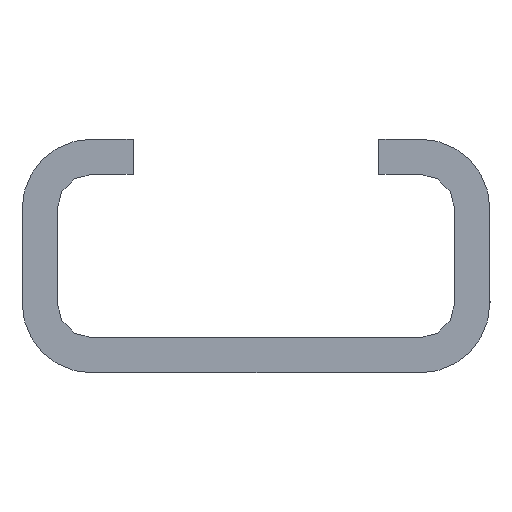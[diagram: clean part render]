
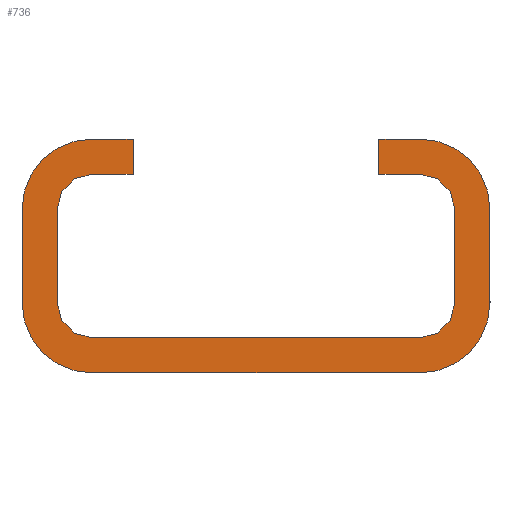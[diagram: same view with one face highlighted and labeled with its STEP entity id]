
A CAD part, left-side view. The second image highlights one B-rep face of the part: STEP entity #736.
In plain terms, the highlighted planar face has unit normal (-1, 0, 0).
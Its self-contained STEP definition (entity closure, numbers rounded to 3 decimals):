
#72=AXIS2_PLACEMENT_3D('Circle Axis2P3D',#70,#71,$) ;
#141=AXIS2_PLACEMENT_3D('Circle Axis2P3D',#139,#140,$) ;
#265=AXIS2_PLACEMENT_3D('Circle Axis2P3D',#263,#264,$) ;
#327=AXIS2_PLACEMENT_3D('Circle Axis2P3D',#325,#326,$) ;
#353=AXIS2_PLACEMENT_3D('Circle Axis2P3D',#351,#352,$) ;
#415=AXIS2_PLACEMENT_3D('Circle Axis2P3D',#413,#414,$) ;
#529=AXIS2_PLACEMENT_3D('Circle Axis2P3D',#527,#528,$) ;
#591=AXIS2_PLACEMENT_3D('Circle Axis2P3D',#589,#590,$) ;
#698=AXIS2_PLACEMENT_3D('Plane Axis2P3D',#695,#696,#697) ;
#67=CARTESIAN_POINT('Vertex',(0.,18.5,3.)) ;
#70=CARTESIAN_POINT('Axis2P3D Location',(0.,17.,3.)) ;
#74=CARTESIAN_POINT('Vertex',(0.,17.,1.5)) ;
#105=CARTESIAN_POINT('Vertex',(0.,18.5,7.)) ;
#108=CARTESIAN_POINT('Line Origine',(0.,18.5,5.)) ;
#136=CARTESIAN_POINT('Vertex',(0.,17.,8.5)) ;
#139=CARTESIAN_POINT('Axis2P3D Location',(0.,17.,7.)) ;
#167=CARTESIAN_POINT('Vertex',(0.,15.25,8.5)) ;
#170=CARTESIAN_POINT('Line Origine',(0.,16.125,8.5)) ;
#198=CARTESIAN_POINT('Vertex',(0.,15.25,10.)) ;
#201=CARTESIAN_POINT('Line Origine',(0.,15.25,9.25)) ;
#229=CARTESIAN_POINT('Vertex',(0.,17.,10.)) ;
#232=CARTESIAN_POINT('Line Origine',(0.,16.125,10.)) ;
#260=CARTESIAN_POINT('Vertex',(0.,20.,7.)) ;
#263=CARTESIAN_POINT('Axis2P3D Location',(0.,17.,7.)) ;
#291=CARTESIAN_POINT('Vertex',(0.,20.,3.)) ;
#294=CARTESIAN_POINT('Line Origine',(0.,20.,5.)) ;
#322=CARTESIAN_POINT('Vertex',(0.,17.,0.)) ;
#325=CARTESIAN_POINT('Axis2P3D Location',(0.,17.,3.)) ;
#346=CARTESIAN_POINT('Vertex',(0.,3.,1.5)) ;
#351=CARTESIAN_POINT('Axis2P3D Location',(0.,3.,3.)) ;
#355=CARTESIAN_POINT('Vertex',(0.,1.5,3.)) ;
#382=CARTESIAN_POINT('Line Origine',(0.,1.5,5.)) ;
#386=CARTESIAN_POINT('Vertex',(0.,1.5,7.)) ;
#413=CARTESIAN_POINT('Axis2P3D Location',(0.,3.,7.)) ;
#417=CARTESIAN_POINT('Vertex',(0.,3.,8.5)) ;
#439=CARTESIAN_POINT('Line Origine',(0.,3.875,8.5)) ;
#443=CARTESIAN_POINT('Vertex',(0.,4.75,8.5)) ;
#470=CARTESIAN_POINT('Line Origine',(0.,4.75,9.25)) ;
#474=CARTESIAN_POINT('Vertex',(0.,4.75,10.)) ;
#496=CARTESIAN_POINT('Line Origine',(0.,3.875,10.)) ;
#500=CARTESIAN_POINT('Vertex',(0.,3.,10.)) ;
#527=CARTESIAN_POINT('Axis2P3D Location',(0.,3.,7.)) ;
#531=CARTESIAN_POINT('Vertex',(0.,0.,7.)) ;
#558=CARTESIAN_POINT('Line Origine',(0.,0.,5.)) ;
#562=CARTESIAN_POINT('Vertex',(0.,0.,3.)) ;
#589=CARTESIAN_POINT('Axis2P3D Location',(0.,3.,3.)) ;
#593=CARTESIAN_POINT('Vertex',(0.,3.,0.)) ;
#674=CARTESIAN_POINT('Line Origine',(0.,6.5,0.)) ;
#678=CARTESIAN_POINT('Vertex',(0.,10.,0.)) ;
#681=CARTESIAN_POINT('Line Origine',(0.,13.5,0.)) ;
#695=CARTESIAN_POINT('Axis2P3D Location',(0.,10.,1.5)) ;
#700=CARTESIAN_POINT('Line Origine',(0.,13.5,1.5)) ;
#704=CARTESIAN_POINT('Vertex',(0.,10.,1.5)) ;
#707=CARTESIAN_POINT('Line Origine',(0.,6.5,1.5)) ;
#71=DIRECTION('Axis2P3D Direction',(-1.,0.,0.)) ;
#109=DIRECTION('Vector Direction',(0.,0.,1.)) ;
#140=DIRECTION('Axis2P3D Direction',(-1.,0.,0.)) ;
#171=DIRECTION('Vector Direction',(0.,-1.,0.)) ;
#202=DIRECTION('Vector Direction',(0.,0.,1.)) ;
#233=DIRECTION('Vector Direction',(0.,1.,0.)) ;
#264=DIRECTION('Axis2P3D Direction',(-1.,0.,0.)) ;
#295=DIRECTION('Vector Direction',(0.,0.,-1.)) ;
#326=DIRECTION('Axis2P3D Direction',(-1.,0.,0.)) ;
#352=DIRECTION('Axis2P3D Direction',(1.,0.,0.)) ;
#383=DIRECTION('Vector Direction',(0.,0.,1.)) ;
#414=DIRECTION('Axis2P3D Direction',(1.,0.,0.)) ;
#440=DIRECTION('Vector Direction',(0.,1.,0.)) ;
#471=DIRECTION('Vector Direction',(0.,0.,1.)) ;
#497=DIRECTION('Vector Direction',(0.,-1.,0.)) ;
#528=DIRECTION('Axis2P3D Direction',(1.,0.,0.)) ;
#559=DIRECTION('Vector Direction',(0.,0.,-1.)) ;
#590=DIRECTION('Axis2P3D Direction',(1.,0.,0.)) ;
#675=DIRECTION('Vector Direction',(0.,1.,0.)) ;
#682=DIRECTION('Vector Direction',(0.,-1.,0.)) ;
#696=DIRECTION('Axis2P3D Direction',(1.,0.,0.)) ;
#697=DIRECTION('Axis2P3D XDirection',(0.,1.,0.)) ;
#701=DIRECTION('Vector Direction',(0.,1.,0.)) ;
#708=DIRECTION('Vector Direction',(0.,-1.,0.)) ;
#110=VECTOR('Line Direction',#109,1.) ;
#172=VECTOR('Line Direction',#171,1.) ;
#203=VECTOR('Line Direction',#202,1.) ;
#234=VECTOR('Line Direction',#233,1.) ;
#296=VECTOR('Line Direction',#295,1.) ;
#384=VECTOR('Line Direction',#383,1.) ;
#441=VECTOR('Line Direction',#440,1.) ;
#472=VECTOR('Line Direction',#471,1.) ;
#498=VECTOR('Line Direction',#497,1.) ;
#560=VECTOR('Line Direction',#559,1.) ;
#676=VECTOR('Line Direction',#675,1.) ;
#683=VECTOR('Line Direction',#682,1.) ;
#702=VECTOR('Line Direction',#701,1.) ;
#709=VECTOR('Line Direction',#708,1.) ;
#713=ORIENTED_EDGE('',*,*,#706,.T.) ;
#714=ORIENTED_EDGE('',*,*,#76,.T.) ;
#715=ORIENTED_EDGE('',*,*,#112,.T.) ;
#716=ORIENTED_EDGE('',*,*,#143,.T.) ;
#717=ORIENTED_EDGE('',*,*,#174,.T.) ;
#718=ORIENTED_EDGE('',*,*,#205,.T.) ;
#719=ORIENTED_EDGE('',*,*,#236,.T.) ;
#720=ORIENTED_EDGE('',*,*,#267,.T.) ;
#721=ORIENTED_EDGE('',*,*,#298,.T.) ;
#722=ORIENTED_EDGE('',*,*,#329,.T.) ;
#723=ORIENTED_EDGE('',*,*,#685,.T.) ;
#724=ORIENTED_EDGE('',*,*,#680,.F.) ;
#725=ORIENTED_EDGE('',*,*,#595,.F.) ;
#726=ORIENTED_EDGE('',*,*,#564,.F.) ;
#727=ORIENTED_EDGE('',*,*,#533,.F.) ;
#728=ORIENTED_EDGE('',*,*,#502,.F.) ;
#729=ORIENTED_EDGE('',*,*,#476,.F.) ;
#730=ORIENTED_EDGE('',*,*,#445,.F.) ;
#731=ORIENTED_EDGE('',*,*,#419,.F.) ;
#732=ORIENTED_EDGE('',*,*,#388,.F.) ;
#733=ORIENTED_EDGE('',*,*,#357,.F.) ;
#734=ORIENTED_EDGE('',*,*,#711,.F.) ;
#736=ADVANCED_FACE('K\X2\00F6\X0\rper.3',(#735),#699,.F.) ;
#73=CIRCLE('generated circle',#72,1.5) ;
#142=CIRCLE('generated circle',#141,1.5) ;
#266=CIRCLE('generated circle',#265,3.) ;
#328=CIRCLE('generated circle',#327,3.) ;
#354=CIRCLE('generated circle',#353,1.5) ;
#416=CIRCLE('generated circle',#415,1.5) ;
#530=CIRCLE('generated circle',#529,3.) ;
#592=CIRCLE('generated circle',#591,3.) ;
#76=EDGE_CURVE('',#75,#68,#73,.F.) ;
#112=EDGE_CURVE('',#68,#106,#111,.T.) ;
#143=EDGE_CURVE('',#106,#137,#142,.F.) ;
#174=EDGE_CURVE('',#137,#168,#173,.T.) ;
#205=EDGE_CURVE('',#168,#199,#204,.T.) ;
#236=EDGE_CURVE('',#199,#230,#235,.T.) ;
#267=EDGE_CURVE('',#230,#261,#266,.T.) ;
#298=EDGE_CURVE('',#261,#292,#297,.T.) ;
#329=EDGE_CURVE('',#292,#323,#328,.T.) ;
#357=EDGE_CURVE('',#347,#356,#354,.F.) ;
#388=EDGE_CURVE('',#356,#387,#385,.T.) ;
#419=EDGE_CURVE('',#387,#418,#416,.F.) ;
#445=EDGE_CURVE('',#418,#444,#442,.T.) ;
#476=EDGE_CURVE('',#444,#475,#473,.T.) ;
#502=EDGE_CURVE('',#475,#501,#499,.T.) ;
#533=EDGE_CURVE('',#501,#532,#530,.T.) ;
#564=EDGE_CURVE('',#532,#563,#561,.T.) ;
#595=EDGE_CURVE('',#563,#594,#592,.T.) ;
#680=EDGE_CURVE('',#594,#679,#677,.T.) ;
#685=EDGE_CURVE('',#323,#679,#684,.T.) ;
#706=EDGE_CURVE('',#705,#75,#703,.T.) ;
#711=EDGE_CURVE('',#705,#347,#710,.T.) ;
#712=EDGE_LOOP('',(#713,#714,#715,#716,#717,#718,#719,#720,#721,#722,#723,#724,#725,#726,#727,#728,#729,#730,#731,#732,#733,#734)) ;
#735=FACE_OUTER_BOUND('',#712,.T.) ;
#111=LINE('Line',#108,#110) ;
#173=LINE('Line',#170,#172) ;
#204=LINE('Line',#201,#203) ;
#235=LINE('Line',#232,#234) ;
#297=LINE('Line',#294,#296) ;
#385=LINE('Line',#382,#384) ;
#442=LINE('Line',#439,#441) ;
#473=LINE('Line',#470,#472) ;
#499=LINE('Line',#496,#498) ;
#561=LINE('Line',#558,#560) ;
#677=LINE('Line',#674,#676) ;
#684=LINE('Line',#681,#683) ;
#703=LINE('Line',#700,#702) ;
#710=LINE('Line',#707,#709) ;
#699=PLANE('',#698) ;
#68=VERTEX_POINT('',#67) ;
#75=VERTEX_POINT('',#74) ;
#106=VERTEX_POINT('',#105) ;
#137=VERTEX_POINT('',#136) ;
#168=VERTEX_POINT('',#167) ;
#199=VERTEX_POINT('',#198) ;
#230=VERTEX_POINT('',#229) ;
#261=VERTEX_POINT('',#260) ;
#292=VERTEX_POINT('',#291) ;
#323=VERTEX_POINT('',#322) ;
#347=VERTEX_POINT('',#346) ;
#356=VERTEX_POINT('',#355) ;
#387=VERTEX_POINT('',#386) ;
#418=VERTEX_POINT('',#417) ;
#444=VERTEX_POINT('',#443) ;
#475=VERTEX_POINT('',#474) ;
#501=VERTEX_POINT('',#500) ;
#532=VERTEX_POINT('',#531) ;
#563=VERTEX_POINT('',#562) ;
#594=VERTEX_POINT('',#593) ;
#679=VERTEX_POINT('',#678) ;
#705=VERTEX_POINT('',#704) ;
